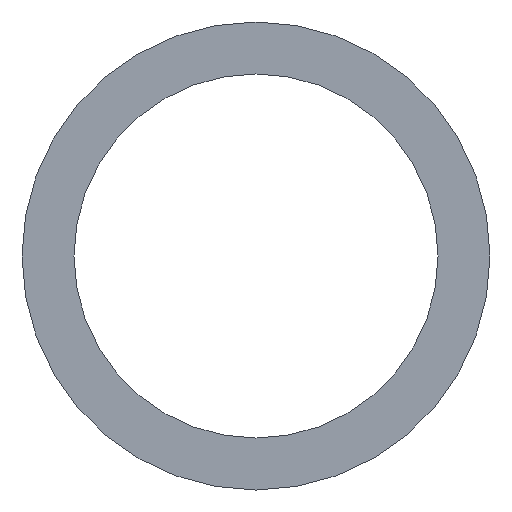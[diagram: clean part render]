
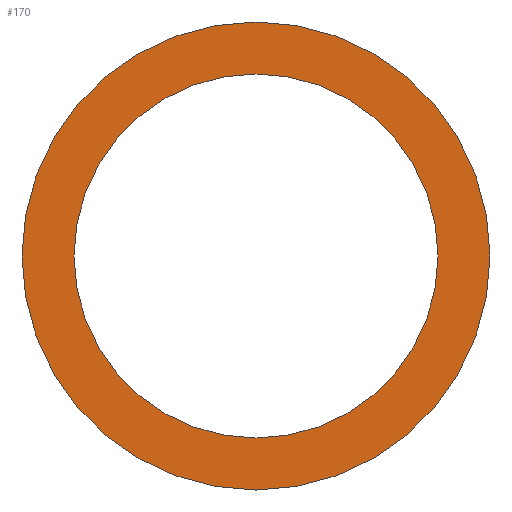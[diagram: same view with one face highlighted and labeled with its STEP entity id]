
A CAD part, front view. The second image highlights one B-rep face of the part: STEP entity #170.
In plain terms, the highlighted planar face has unit normal (0, -1, 0).
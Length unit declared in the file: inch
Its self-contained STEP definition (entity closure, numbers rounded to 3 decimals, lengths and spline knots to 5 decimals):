
#37=FACE_BOUND('',#63,.T.);
#49=FACE_OUTER_BOUND('',#62,.T.);
#62=EDGE_LOOP('',(#122));
#63=EDGE_LOOP('',(#123));
#75=CIRCLE('',#205,0.88583);
#76=CIRCLE('',#206,0.68898);
#84=VERTEX_POINT('',#495);
#85=VERTEX_POINT('',#497);
#99=EDGE_CURVE('',#84,#84,#75,.T.);
#100=EDGE_CURVE('',#85,#85,#76,.T.);
#122=ORIENTED_EDGE('',*,*,#99,.T.);
#123=ORIENTED_EDGE('',*,*,#100,.T.);
#165=PLANE('',#204);
#170=ADVANCED_FACE('',(#49,#37),#165,.F.);
#204=AXIS2_PLACEMENT_3D('',#494,#226,#227);
#205=AXIS2_PLACEMENT_3D('',#496,#228,#229);
#206=AXIS2_PLACEMENT_3D('',#498,#230,#231);
#226=DIRECTION('center_axis',(0.,1.,0.));
#227=DIRECTION('ref_axis',(0.,0.,1.));
#228=DIRECTION('center_axis',(0.,-1.,0.));
#229=DIRECTION('ref_axis',(1.,0.,0.));
#230=DIRECTION('center_axis',(0.,1.,0.));
#231=DIRECTION('ref_axis',(-1.,0.,0.));
#494=CARTESIAN_POINT('Origin',(-1.20392,-1.56887,-0.02508));
#495=CARTESIAN_POINT('',(-2.08975,-1.56887,-0.02508));
#496=CARTESIAN_POINT('Origin',(-1.20392,-1.56887,-0.02508));
#497=CARTESIAN_POINT('',(-0.51495,-1.56887,-0.02508));
#498=CARTESIAN_POINT('Origin',(-1.20392,-1.56887,-0.02508));
